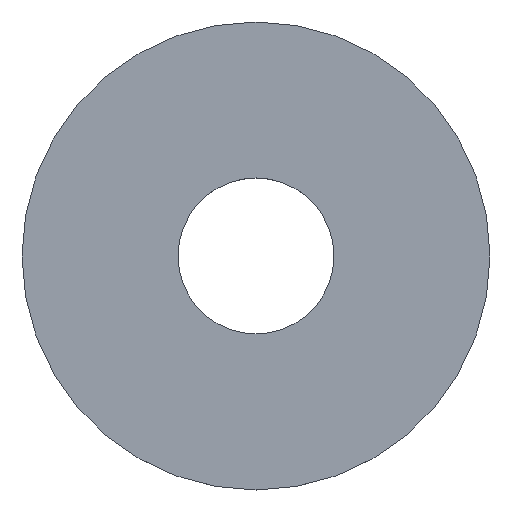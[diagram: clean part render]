
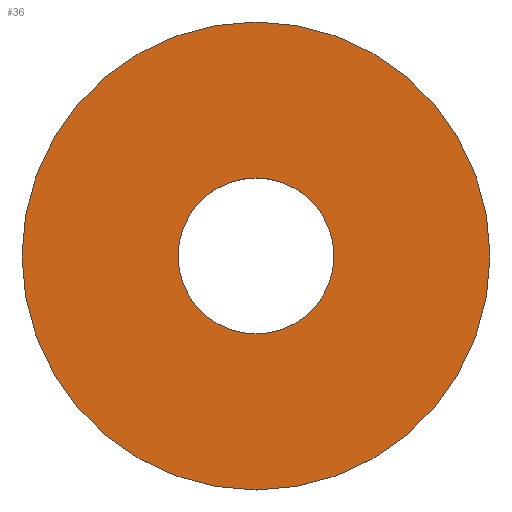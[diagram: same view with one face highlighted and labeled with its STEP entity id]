
A CAD part, top view. The second image highlights one B-rep face of the part: STEP entity #36.
In plain terms, the highlighted planar face has unit normal (0, 0, 1).
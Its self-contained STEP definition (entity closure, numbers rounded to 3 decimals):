
#2 = DIRECTION ( 'NONE',  ( 0., 0., -1. ) ) ;
#3 = DIRECTION ( 'NONE',  ( 0., -1., 0. ) ) ;
#8 = CIRCLE ( 'NONE', #59, 2.5 ) ;
#9 = DIRECTION ( 'NONE',  ( 0., 1., 0. ) ) ;
#15 = CARTESIAN_POINT ( 'NONE',  ( 0., 2.5, 0.2 ) ) ;
#21 = DIRECTION ( 'NONE',  ( 0., 0., -1. ) ) ;
#29 = EDGE_CURVE ( 'NONE', #122, #122, #8, .T. ) ;
#36 = ADVANCED_FACE ( 'NONE', ( #121, #46 ), #92, .T. ) ;
#40 = CARTESIAN_POINT ( 'NONE',  ( 0., 0., 0.2 ) ) ;
#46 = FACE_OUTER_BOUND ( 'NONE', #128, .T. ) ;
#47 = DIRECTION ( 'NONE',  ( 0., 1., 0. ) ) ;
#51 = CIRCLE ( 'NONE', #57, 7.5 ) ;
#57 = AXIS2_PLACEMENT_3D ( 'NONE', #40, #21, #9 ) ;
#59 = AXIS2_PLACEMENT_3D ( 'NONE', #117, #2, #47 ) ;
#68 = DIRECTION ( 'NONE',  ( 0., 0., 1. ) ) ;
#92 = PLANE ( 'NONE',  #97 ) ;
#95 = CARTESIAN_POINT ( 'NONE',  ( 0., 7.5, 0.2 ) ) ;
#97 = AXIS2_PLACEMENT_3D ( 'NONE', #15, #68, #3 ) ;
#117 = CARTESIAN_POINT ( 'NONE',  ( 0., 0., 0.2 ) ) ;
#119 = ORIENTED_EDGE ( 'NONE', *, *, #155, .F. ) ;
#121 = FACE_BOUND ( 'NONE', #156, .T. ) ;
#122 = VERTEX_POINT ( 'NONE', #151 ) ;
#124 = VERTEX_POINT ( 'NONE', #95 ) ;
#128 = EDGE_LOOP ( 'NONE', ( #119 ) ) ;
#151 = CARTESIAN_POINT ( 'NONE',  ( 0., 2.5, 0.2 ) ) ;
#155 = EDGE_CURVE ( 'NONE', #124, #124, #51, .T. ) ;
#156 = EDGE_LOOP ( 'NONE', ( #157 ) ) ;
#157 = ORIENTED_EDGE ( 'NONE', *, *, #29, .T. ) ;
